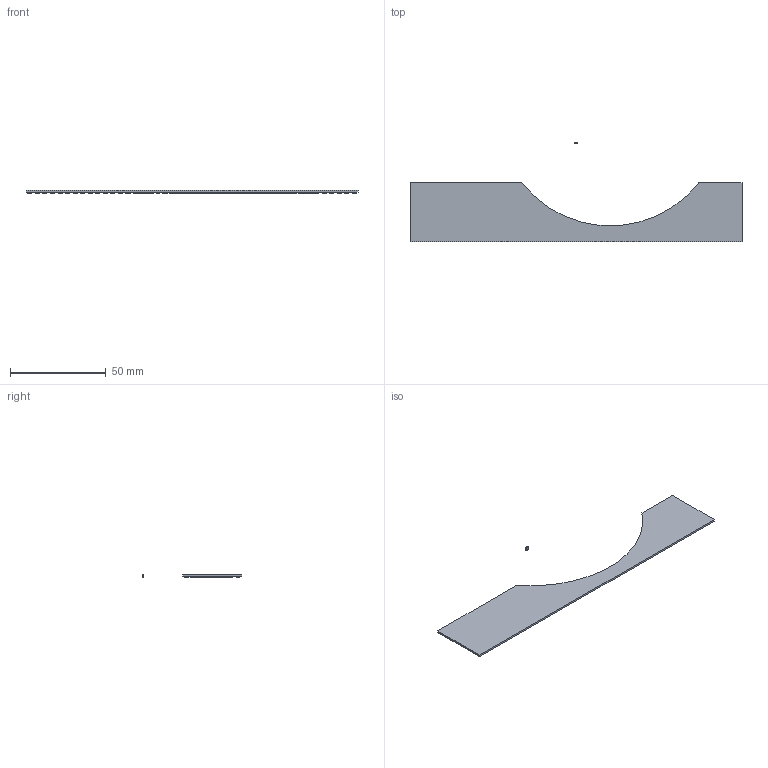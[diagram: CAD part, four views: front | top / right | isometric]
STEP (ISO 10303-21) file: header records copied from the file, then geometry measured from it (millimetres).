
FILE_DESCRIPTION(('TFLEX Exchange Step'),'2;1');
FILE_NAME(' верх бок.stp', '2022-03-31T12:13:10+03:00',('ilya'),('Unknown organisation'),'TFLEX Exchange 2022.0','T-FLEX CAD','Unknown authorisation');
FILE_SCHEMA( ('AUTOMOTIVE_DESIGN { 1 0 10303 214 1 1 1 1 }') );
Length unit declared in the file: millimetre
Products named in the file (2): норм заклепка; Декор верх бок
Assembly tree (104 placements, depth 2):
  Декор верх бок
    норм заклепка  x104
Bounding box: 173.57 x 52.08 x 2 mm (x, y, z)
Volume: 4140.3 mm3; surface area: 9311.6 mm2
Topology: 106 solids, 106 shells, 848 faces, 1698 edges, 1062 vertices
Faces by surface type: torus 420, plane 217, cylinder 211
Entity records: 2027 total; most frequent: DIRECTION 292, PRODUCT_DEFINITION_SHAPE 209, CARTESIAN_POINT 177, AXIS2_PLACEMENT_3D 137, PRODUCT 105, PRODUCT_RELATED_PRODUCT_CATEGORY 105, PRODUCT_DEFINITION_FORMATION_WITH_SPECIFIED_SOURCE 105, PRODUCT_DEFINITION 105
